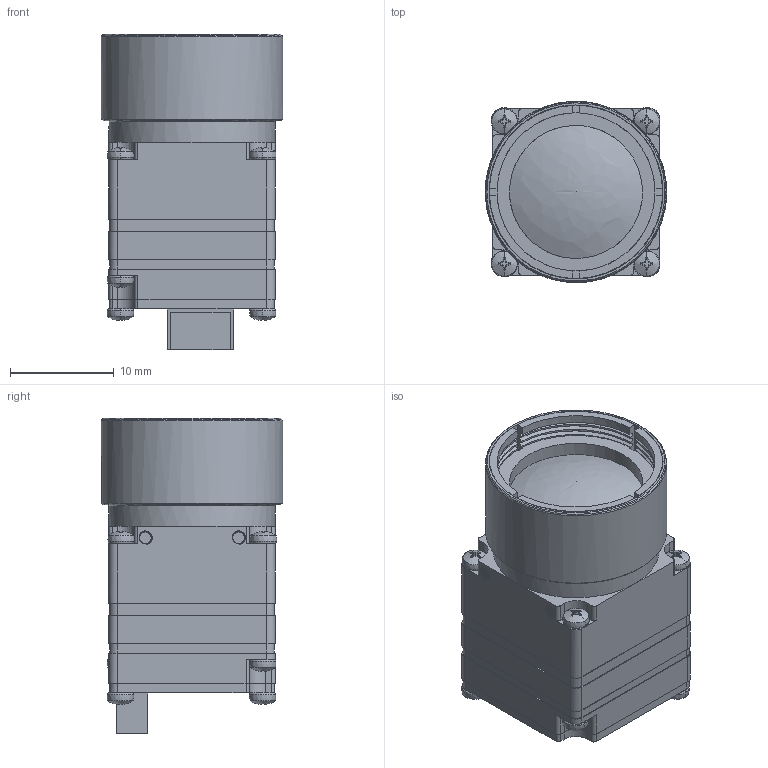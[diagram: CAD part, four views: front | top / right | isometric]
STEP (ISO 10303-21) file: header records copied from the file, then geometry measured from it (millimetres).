
FILE_DESCRIPTION(('FreeCAD Model'),'2;1');
FILE_NAME('Open CASCADE Shape Model','2025-04-27T05:36:11',('FreeCAD'),( 'FreeCAD'),'Open CASCADE STEP processor 7.6','FreeCAD','Unknown');
FILE_SCHEMA(('AUTOMOTIVE_DESIGN { 1 0 10303 214 1 1 1 1 }'));
Products named in the file (1): Open CASCADE STEP translator 7.6 1
Bounding box: 17.49 x 17.48 x 30.42 mm (x, y, z)
Volume: 6208.2 mm3; surface area: 5045.1 mm2
Topology: 12 solids, 12 shells, 1115 faces, 3074 edges, 2004 vertices
Faces by surface type: bspline 1115
Entity records: 62774 total; most frequent: CARTESIAN_POINT 45854, ORIENTED_EDGE 6146, EDGE_CURVE 3073, VERTEX_POINT 2004, B_SPLINE_CURVE_WITH_KNOTS 1956, FACE_BOUND 1149, EDGE_LOOP 1149, ADVANCED_FACE 1115
